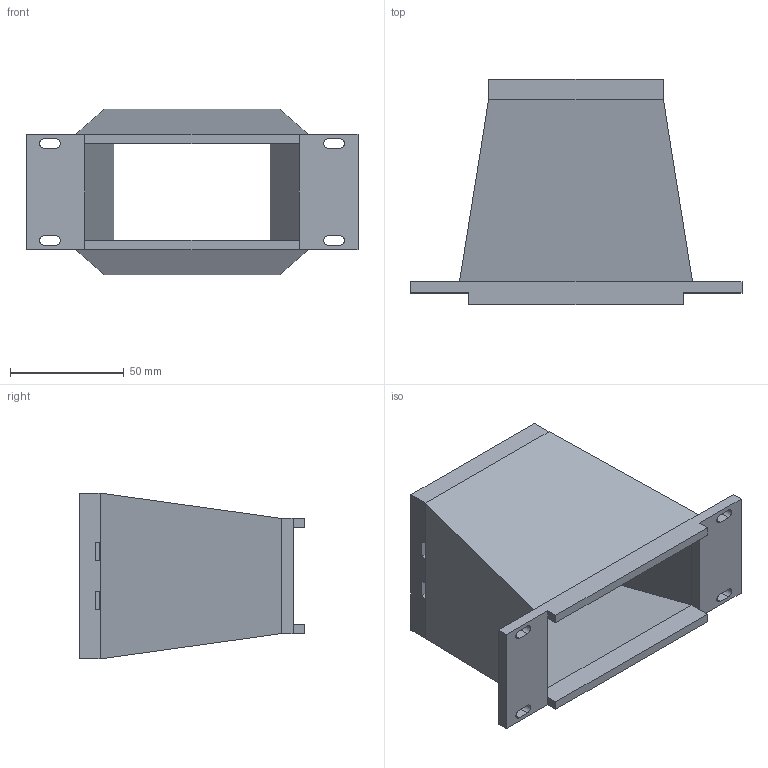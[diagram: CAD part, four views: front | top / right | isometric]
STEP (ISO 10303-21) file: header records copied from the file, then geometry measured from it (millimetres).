
FILE_DESCRIPTION(/* description */ (''),/* implementation_level */ '2;1');
FILE_NAME(/* name */ '500 watt Chamber Heater with 80mm fan v1.step',/* time_stamp */ '2022-11-08T20:24:04-08:00',/* author */ (''),/* organization */ (''),/* preprocessor_version */ 'ST-DEVELOPER v19.2',/* originating_system */ 'Autodesk Translation Framework v11.17.0.187',/* authorisation */ '');
FILE_SCHEMA (('AUTOMOTIVE_DESIGN { 1 0 10303 214 3 1 1 }'));
Length unit declared in the file: millimetre
Products named in the file (1): 500 watt Chamber Heater with 80mm fan
Bounding box: 146.2 x 99 x 73 mm (x, y, z)
Volume: 123132.5 mm3; surface area: 63970.6 mm2
Topology: 1 solids, 1 shells, 71 faces, 178 edges, 112 vertices
Faces by surface type: plane 63, cylinder 8
Entity records: 2121 total; most frequent: CARTESIAN_POINT 362, ORIENTED_EDGE 356, DIRECTION 338, EDGE_CURVE 178, LINE 162, VECTOR 162, VERTEX_POINT 112, AXIS2_PLACEMENT_3D 88
